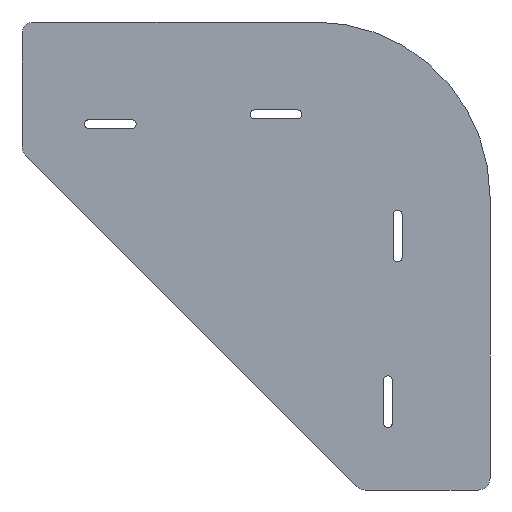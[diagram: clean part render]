
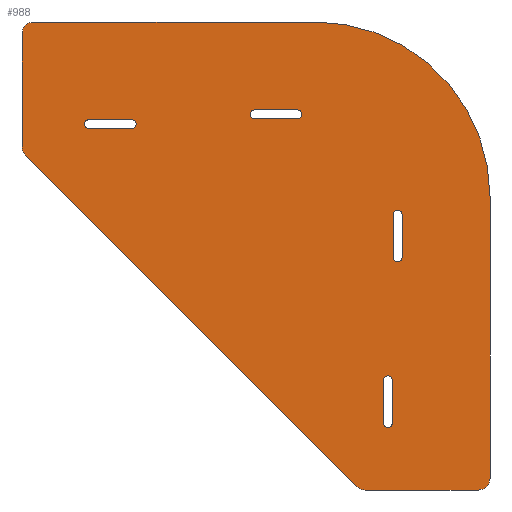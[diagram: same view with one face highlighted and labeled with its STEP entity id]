
A CAD part, front view. The second image highlights one B-rep face of the part: STEP entity #988.
In plain terms, the highlighted planar face has unit normal (0, -1, 0).
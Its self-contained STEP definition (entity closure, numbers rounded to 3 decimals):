
#42=CARTESIAN_POINT('',(85.321,0.,-92.321));
#43=VERTEX_POINT('',#42);
#50=CARTESIAN_POINT('',(0.879,0.,-7.879));
#51=VERTEX_POINT('',#50);
#52=CARTESIAN_POINT('',(85.321,0.,-92.321));
#53=DIRECTION('',(-0.707,0.,0.707));
#54=VECTOR('',#53,1194.199);
#55=LINE('',#52,#54);
#56=EDGE_CURVE('',#43,#51,#55,.T.);
#81=CARTESIAN_POINT('',(87.443,0.,-93.2));
#82=VERTEX_POINT('',#81);
#89=CARTESIAN_POINT('',(87.443,0.,-90.2));
#90=DIRECTION('',(-0.,1.,0.));
#91=DIRECTION('',(1.,0.,0.));
#92=AXIS2_PLACEMENT_3D('',#89,#90,#91);
#93=CIRCLE('',#92,3.);
#94=EDGE_CURVE('',#82,#43,#93,.T.);
#113=CARTESIAN_POINT('',(116.2,0.,-93.2));
#114=VERTEX_POINT('',#113);
#121=CARTESIAN_POINT('',(116.2,0.,-93.2));
#122=DIRECTION('',(-1.,0.,0.));
#123=VECTOR('',#122,287.574);
#124=LINE('',#121,#123);
#125=EDGE_CURVE('',#114,#82,#124,.T.);
#145=CARTESIAN_POINT('',(119.2,0.,-90.2));
#146=VERTEX_POINT('',#145);
#153=CARTESIAN_POINT('',(116.2,0.,-90.2));
#154=DIRECTION('',(-0.,1.,0.));
#155=DIRECTION('',(1.,0.,0.));
#156=AXIS2_PLACEMENT_3D('',#153,#154,#155);
#157=CIRCLE('',#156,3.);
#158=EDGE_CURVE('',#146,#114,#157,.T.);
#177=CARTESIAN_POINT('',(119.2,0.,-18.5));
#178=VERTEX_POINT('',#177);
#185=CARTESIAN_POINT('',(119.2,0.,-18.5));
#186=DIRECTION('',(0.,0.,-1.));
#187=VECTOR('',#186,717.);
#188=LINE('',#185,#187);
#189=EDGE_CURVE('',#178,#146,#188,.T.);
#209=CARTESIAN_POINT('',(74.7,0.,26.));
#210=VERTEX_POINT('',#209);
#217=CARTESIAN_POINT('',(74.7,0.,-18.5));
#218=DIRECTION('',(-0.,1.,0.));
#219=DIRECTION('',(1.,0.,0.));
#220=AXIS2_PLACEMENT_3D('',#217,#218,#219);
#221=CIRCLE('',#220,44.5);
#222=EDGE_CURVE('',#210,#178,#221,.T.);
#241=CARTESIAN_POINT('',(3.,0.,26.));
#242=VERTEX_POINT('',#241);
#249=CARTESIAN_POINT('',(3.,0.,26.));
#250=DIRECTION('',(1.,0.,-0.));
#251=VECTOR('',#250,717.);
#252=LINE('',#249,#251);
#253=EDGE_CURVE('',#242,#210,#252,.T.);
#273=CARTESIAN_POINT('',(-0.,0.,23.));
#274=VERTEX_POINT('',#273);
#281=CARTESIAN_POINT('',(3.,0.,23.));
#282=DIRECTION('',(-0.,1.,0.));
#283=DIRECTION('',(1.,0.,0.));
#284=AXIS2_PLACEMENT_3D('',#281,#282,#283);
#285=CIRCLE('',#284,3.);
#286=EDGE_CURVE('',#274,#242,#285,.T.);
#305=CARTESIAN_POINT('',(-0.,0.,-5.757));
#306=VERTEX_POINT('',#305);
#313=CARTESIAN_POINT('',(-0.,0.,-5.757));
#314=DIRECTION('',(0.,0.,1.));
#315=VECTOR('',#314,287.574);
#316=LINE('',#313,#315);
#317=EDGE_CURVE('',#306,#274,#316,.T.);
#336=CARTESIAN_POINT('',(3.,0.,-5.757));
#337=DIRECTION('',(-0.,1.,0.));
#338=DIRECTION('',(1.,0.,0.));
#339=AXIS2_PLACEMENT_3D('',#336,#337,#338);
#340=CIRCLE('',#339,3.);
#341=EDGE_CURVE('',#51,#306,#340,.T.);
#363=CARTESIAN_POINT('',(92.1,0.,-76.2));
#364=VERTEX_POINT('',#363);
#371=CARTESIAN_POINT('',(94.3,0.,-76.2));
#372=VERTEX_POINT('',#371);
#373=CARTESIAN_POINT('',(93.2,0.,-76.2));
#374=DIRECTION('',(-0.,1.,0.));
#375=DIRECTION('',(1.,0.,0.));
#376=AXIS2_PLACEMENT_3D('',#373,#374,#375);
#377=CIRCLE('',#376,1.1);
#378=EDGE_CURVE('',#372,#364,#377,.T.);
#402=CARTESIAN_POINT('',(92.1,0.,-65.2));
#403=VERTEX_POINT('',#402);
#410=CARTESIAN_POINT('',(92.1,0.,-65.2));
#411=DIRECTION('',(-0.,0.,-1.));
#412=VECTOR('',#411,110.);
#413=LINE('',#410,#412);
#414=EDGE_CURVE('',#403,#364,#413,.T.);
#434=CARTESIAN_POINT('',(94.3,0.,-65.2));
#435=VERTEX_POINT('',#434);
#442=CARTESIAN_POINT('',(93.2,0.,-65.2));
#443=DIRECTION('',(-0.,1.,0.));
#444=DIRECTION('',(1.,0.,0.));
#445=AXIS2_PLACEMENT_3D('',#442,#443,#444);
#446=CIRCLE('',#445,1.1);
#447=EDGE_CURVE('',#403,#435,#446,.T.);
#465=CARTESIAN_POINT('',(94.3,0.,-76.2));
#466=DIRECTION('',(0.,0.,1.));
#467=VECTOR('',#466,110.);
#468=LINE('',#465,#467);
#469=EDGE_CURVE('',#372,#435,#468,.T.);
#491=CARTESIAN_POINT('',(70.2,0.,1.4));
#492=VERTEX_POINT('',#491);
#499=CARTESIAN_POINT('',(70.2,0.,3.6));
#500=VERTEX_POINT('',#499);
#501=CARTESIAN_POINT('',(70.2,0.,2.5));
#502=DIRECTION('',(-0.,1.,0.));
#503=DIRECTION('',(1.,0.,0.));
#504=AXIS2_PLACEMENT_3D('',#501,#502,#503);
#505=CIRCLE('',#504,1.1);
#506=EDGE_CURVE('',#500,#492,#505,.T.);
#530=CARTESIAN_POINT('',(59.2,0.,1.4));
#531=VERTEX_POINT('',#530);
#538=CARTESIAN_POINT('',(70.2,0.,1.4));
#539=DIRECTION('',(-1.,0.,0.));
#540=VECTOR('',#539,110.);
#541=LINE('',#538,#540);
#542=EDGE_CURVE('',#492,#531,#541,.T.);
#555=CARTESIAN_POINT('',(58.1,0.,2.5));
#556=VERTEX_POINT('',#555);
#572=CARTESIAN_POINT('',(59.2,0.,3.6));
#573=VERTEX_POINT('',#572);
#580=CARTESIAN_POINT('',(59.2,0.,2.5));
#581=DIRECTION('',(-0.,1.,0.));
#582=DIRECTION('',(1.,0.,0.));
#583=AXIS2_PLACEMENT_3D('',#580,#581,#582);
#584=CIRCLE('',#583,1.1);
#585=EDGE_CURVE('',#556,#573,#584,.T.);
#602=CARTESIAN_POINT('',(59.2,0.,3.6));
#603=DIRECTION('',(1.,0.,-0.));
#604=VECTOR('',#603,110.);
#605=LINE('',#602,#604);
#606=EDGE_CURVE('',#573,#500,#605,.T.);
#628=CARTESIAN_POINT('',(28.,0.,-1.1));
#629=VERTEX_POINT('',#628);
#636=CARTESIAN_POINT('',(28.,0.,1.1));
#637=VERTEX_POINT('',#636);
#638=CARTESIAN_POINT('',(28.,0.,0.));
#639=DIRECTION('',(-0.,1.,0.));
#640=DIRECTION('',(1.,0.,0.));
#641=AXIS2_PLACEMENT_3D('',#638,#639,#640);
#642=CIRCLE('',#641,1.1);
#643=EDGE_CURVE('',#637,#629,#642,.T.);
#667=CARTESIAN_POINT('',(17.,0.,-1.1));
#668=VERTEX_POINT('',#667);
#675=CARTESIAN_POINT('',(28.,0.,-1.1));
#676=DIRECTION('',(-1.,0.,0.));
#677=VECTOR('',#676,110.);
#678=LINE('',#675,#677);
#679=EDGE_CURVE('',#629,#668,#678,.T.);
#692=CARTESIAN_POINT('',(15.9,0.,-0.));
#693=VERTEX_POINT('',#692);
#709=CARTESIAN_POINT('',(17.,0.,1.1));
#710=VERTEX_POINT('',#709);
#717=CARTESIAN_POINT('',(17.,0.,0.));
#718=DIRECTION('',(-0.,1.,0.));
#719=DIRECTION('',(1.,0.,0.));
#720=AXIS2_PLACEMENT_3D('',#717,#718,#719);
#721=CIRCLE('',#720,1.1);
#722=EDGE_CURVE('',#693,#710,#721,.T.);
#739=CARTESIAN_POINT('',(17.,0.,1.1));
#740=DIRECTION('',(1.,0.,-0.));
#741=VECTOR('',#740,110.);
#742=LINE('',#739,#741);
#743=EDGE_CURVE('',#710,#637,#742,.T.);
#765=CARTESIAN_POINT('',(94.6,0.,-34.));
#766=VERTEX_POINT('',#765);
#773=CARTESIAN_POINT('',(96.8,0.,-34.));
#774=VERTEX_POINT('',#773);
#775=CARTESIAN_POINT('',(95.7,0.,-34.));
#776=DIRECTION('',(-0.,1.,0.));
#777=DIRECTION('',(1.,0.,0.));
#778=AXIS2_PLACEMENT_3D('',#775,#776,#777);
#779=CIRCLE('',#778,1.1);
#780=EDGE_CURVE('',#774,#766,#779,.T.);
#804=CARTESIAN_POINT('',(94.6,0.,-23.));
#805=VERTEX_POINT('',#804);
#812=CARTESIAN_POINT('',(94.6,0.,-23.));
#813=DIRECTION('',(-0.,0.,-1.));
#814=VECTOR('',#813,110.);
#815=LINE('',#812,#814);
#816=EDGE_CURVE('',#805,#766,#815,.T.);
#836=CARTESIAN_POINT('',(96.8,0.,-23.));
#837=VERTEX_POINT('',#836);
#844=CARTESIAN_POINT('',(95.7,0.,-23.));
#845=DIRECTION('',(-0.,1.,0.));
#846=DIRECTION('',(1.,0.,0.));
#847=AXIS2_PLACEMENT_3D('',#844,#845,#846);
#848=CIRCLE('',#847,1.1);
#849=EDGE_CURVE('',#805,#837,#848,.T.);
#867=CARTESIAN_POINT('',(96.8,0.,-34.));
#868=DIRECTION('',(0.,0.,1.));
#869=VECTOR('',#868,110.);
#870=LINE('',#867,#869);
#871=EDGE_CURVE('',#774,#837,#870,.T.);
#933=CARTESIAN_POINT('',(67.593,0.,-25.607));
#934=DIRECTION('',(0.,1.,0.));
#935=DIRECTION('',(0.,0.,1.));
#936=AXIS2_PLACEMENT_3D('',#933,#934,#935);
#937=PLANE('',#936);
#938=ORIENTED_EDGE('',*,*,#871,.F.);
#939=ORIENTED_EDGE('',*,*,#780,.T.);
#940=ORIENTED_EDGE('',*,*,#816,.F.);
#941=ORIENTED_EDGE('',*,*,#849,.T.);
#942=EDGE_LOOP('',(#938,#939,#940,#941));
#943=FACE_BOUND('',#942,.T.);
#944=ORIENTED_EDGE('',*,*,#743,.T.);
#945=ORIENTED_EDGE('',*,*,#643,.T.);
#946=ORIENTED_EDGE('',*,*,#679,.T.);
#947=CARTESIAN_POINT('',(17.,0.,0.));
#948=DIRECTION('',(-0.,1.,0.));
#949=DIRECTION('',(1.,0.,0.));
#950=AXIS2_PLACEMENT_3D('',#947,#948,#949);
#951=CIRCLE('',#950,1.1);
#952=EDGE_CURVE('',#668,#693,#951,.T.);
#953=ORIENTED_EDGE('',*,*,#952,.T.);
#954=ORIENTED_EDGE('',*,*,#722,.T.);
#955=EDGE_LOOP('',(#944,#945,#946,#953,#954));
#956=FACE_BOUND('',#955,.T.);
#957=ORIENTED_EDGE('',*,*,#606,.T.);
#958=ORIENTED_EDGE('',*,*,#506,.T.);
#959=ORIENTED_EDGE('',*,*,#542,.T.);
#960=CARTESIAN_POINT('',(59.2,0.,2.5));
#961=DIRECTION('',(-0.,1.,0.));
#962=DIRECTION('',(1.,0.,0.));
#963=AXIS2_PLACEMENT_3D('',#960,#961,#962);
#964=CIRCLE('',#963,1.1);
#965=EDGE_CURVE('',#531,#556,#964,.T.);
#966=ORIENTED_EDGE('',*,*,#965,.T.);
#967=ORIENTED_EDGE('',*,*,#585,.T.);
#968=EDGE_LOOP('',(#957,#958,#959,#966,#967));
#969=FACE_BOUND('',#968,.T.);
#970=ORIENTED_EDGE('',*,*,#469,.F.);
#971=ORIENTED_EDGE('',*,*,#378,.T.);
#972=ORIENTED_EDGE('',*,*,#414,.F.);
#973=ORIENTED_EDGE('',*,*,#447,.T.);
#974=EDGE_LOOP('',(#970,#971,#972,#973));
#975=FACE_BOUND('',#974,.T.);
#976=ORIENTED_EDGE('',*,*,#341,.F.);
#977=ORIENTED_EDGE('',*,*,#56,.F.);
#978=ORIENTED_EDGE('',*,*,#94,.F.);
#979=ORIENTED_EDGE('',*,*,#125,.F.);
#980=ORIENTED_EDGE('',*,*,#158,.F.);
#981=ORIENTED_EDGE('',*,*,#189,.F.);
#982=ORIENTED_EDGE('',*,*,#222,.F.);
#983=ORIENTED_EDGE('',*,*,#253,.F.);
#984=ORIENTED_EDGE('',*,*,#286,.F.);
#985=ORIENTED_EDGE('',*,*,#317,.F.);
#986=EDGE_LOOP('',(#976,#977,#978,#979,#980,#981,#982,#983,#984,#985));
#987=FACE_BOUND('',#986,.T.);
#988=ADVANCED_FACE('',(#943,#956,#969,#975,#987),#937,.F.);
